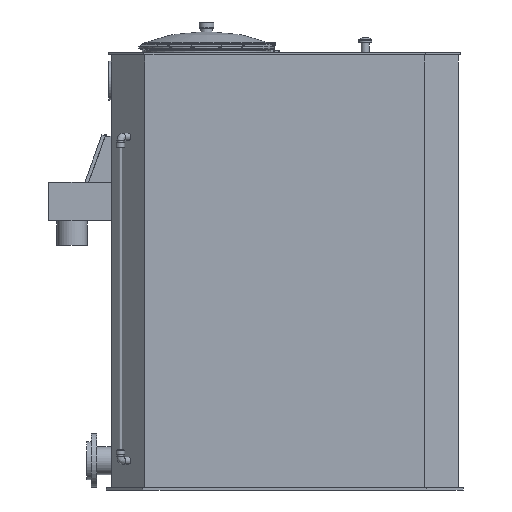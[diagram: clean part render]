
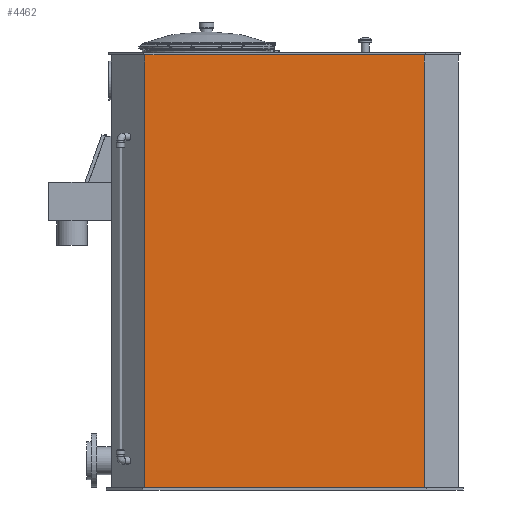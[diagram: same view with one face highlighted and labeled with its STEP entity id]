
A CAD part, front view. The second image highlights one B-rep face of the part: STEP entity #4462.
In plain terms, the highlighted planar face has unit normal (0, -1, 0).
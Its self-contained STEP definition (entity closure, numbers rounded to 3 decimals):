
#247=LINE('',#7120,#598);
#262=LINE('',#7149,#613);
#271=LINE('',#7168,#622);
#273=LINE('',#7171,#624);
#598=VECTOR('',#5875,10.);
#613=VECTOR('',#5908,10.);
#622=VECTOR('',#5927,10.);
#624=VECTOR('',#5931,10.);
#940=PLANE('',#4933);
#1320=FACE_OUTER_BOUND('',#1718,.T.);
#1718=EDGE_LOOP('',(#3728,#3729,#3730,#3731));
#2275=VERTEX_POINT('',#7117);
#2276=VERTEX_POINT('',#7119);
#2281=VERTEX_POINT('',#7147);
#2286=VERTEX_POINT('',#7167);
#2773=EDGE_CURVE('',#2276,#2275,#247,.T.);
#2788=EDGE_CURVE('',#2281,#2275,#262,.T.);
#2797=EDGE_CURVE('',#2286,#2276,#271,.T.);
#2799=EDGE_CURVE('',#2286,#2281,#273,.T.);
#3728=ORIENTED_EDGE('',*,*,#2773,.T.);
#3729=ORIENTED_EDGE('',*,*,#2788,.F.);
#3730=ORIENTED_EDGE('',*,*,#2799,.F.);
#3731=ORIENTED_EDGE('',*,*,#2797,.T.);
#4462=ADVANCED_FACE('',(#1320),#940,.T.);
#4933=AXIS2_PLACEMENT_3D('',#7170,#5929,#5930);
#5875=DIRECTION('',(-1.,0.,0.));
#5908=DIRECTION('',(0.,0.,1.));
#5927=DIRECTION('',(0.,0.,1.));
#5929=DIRECTION('center_axis',(0.,-1.,0.));
#5930=DIRECTION('ref_axis',(0.,0.,1.));
#5931=DIRECTION('',(-1.,0.,0.));
#7117=CARTESIAN_POINT('',(-571.716,-395.,1780.));
#7119=CARTESIAN_POINT('',(571.716,-395.,1780.));
#7120=CARTESIAN_POINT('',(571.716,-395.,1780.));
#7147=CARTESIAN_POINT('',(-571.716,-395.,10.));
#7149=CARTESIAN_POINT('',(-571.716,-395.,10.));
#7167=CARTESIAN_POINT('',(571.716,-395.,10.));
#7168=CARTESIAN_POINT('',(571.716,-395.,10.));
#7170=CARTESIAN_POINT('Origin',(571.716,-395.,10.));
#7171=CARTESIAN_POINT('',(285.858,-395.,10.));
